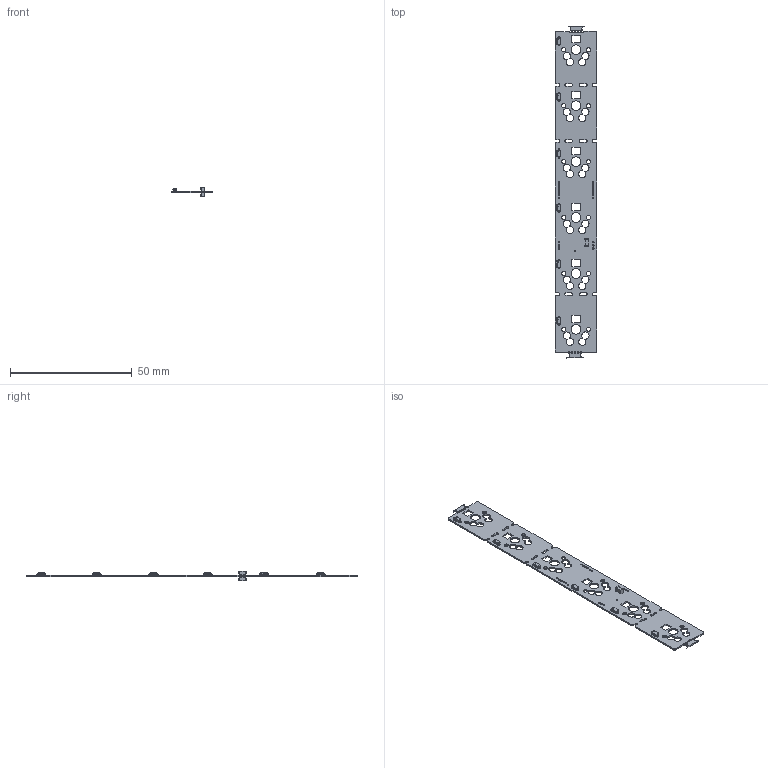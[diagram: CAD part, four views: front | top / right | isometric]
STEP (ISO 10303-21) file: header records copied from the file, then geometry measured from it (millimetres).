
FILE_DESCRIPTION(('KiCad electronic assembly'),'2;1');
FILE_NAME('single-col.step','2021-03-01T18:58:24',('Pcbnew'),('Kicad'), 'Open CASCADE STEP processor 6.9','KiCad to STEP converter','Unknown' );
FILE_SCHEMA(('AUTOMOTIVE_DESIGN { 1 0 10303 214 1 1 1 1 }'));
Length unit declared in the file: millimetre
Products named in the file (6): Open CASCADE STEP translator 6.9 1; D_SOD-123; SOLID; C_1206_3216Metric; COMPOUND
Assembly tree (11 placements, depth 3):
  Open CASCADE STEP translator 6.9 1
    D_SOD-123  x6
      SOLID
    C_1206_3216Metric  x2
      SOLID
    COMPOUND
Bounding box: 17.04 x 136.22 x 3.9 mm (x, y, z)
Volume: 1178.2 mm3; surface area: 4461.4 mm2
Topology: 9 solids, 9 shells, 668 faces, 1704 edges, 1064 vertices
Faces by surface type: bspline 458, cylinder 137, plane 73
Full cylindrical faces by diameter (mm): 0.5 x1, 0.65 x18, 0.8 x6, 1.702 x12, 3.988 x6
Entity records: 22293 total; most frequent: CARTESIAN_POINT 6402, DIRECTION 2268, ORIENTED_EDGE 1704, PCURVE 1704, DEFINITIONAL_REPRESENTATION 1704, LINE 1276, VECTOR 1276, EDGE_CURVE 852
